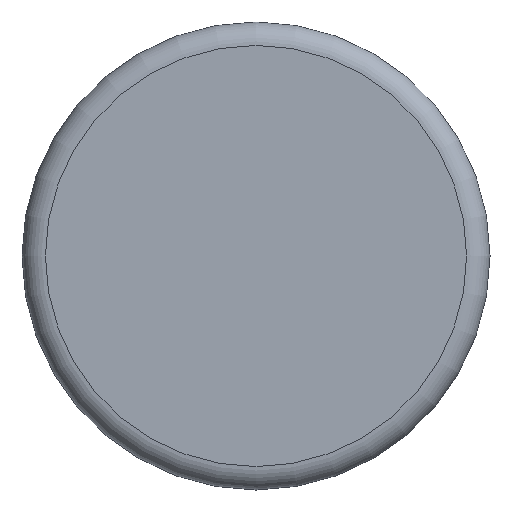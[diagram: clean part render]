
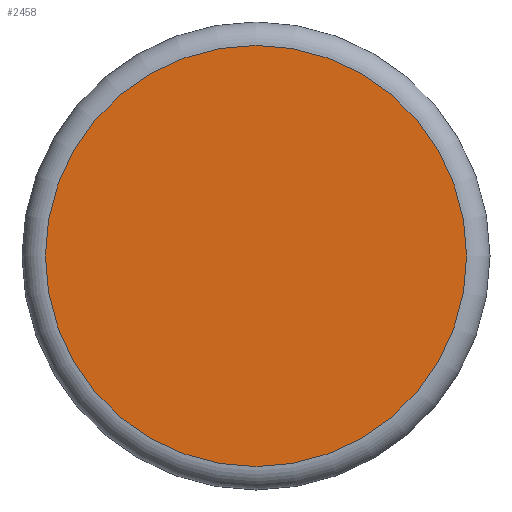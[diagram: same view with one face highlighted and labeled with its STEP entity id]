
A CAD part, front view. The second image highlights one B-rep face of the part: STEP entity #2458.
In plain terms, the highlighted planar face has unit normal (0, -1, 0).
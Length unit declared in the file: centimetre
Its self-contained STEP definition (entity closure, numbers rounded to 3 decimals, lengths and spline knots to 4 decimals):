
#125 = FACE_OUTER_BOUND ( 'NONE', #602, .T. ) ;
#409 = ORIENTED_EDGE ( 'NONE', *, *, #1038, .T. ) ;
#449 = DIRECTION ( 'NONE',  ( 0., -1., 0. ) ) ;
#602 = EDGE_LOOP ( 'NONE', ( #409 ) ) ;
#647 = VERTEX_POINT ( 'NONE', #5220 ) ;
#888 = DIRECTION ( 'NONE',  ( 0., 0., 1. ) ) ;
#1038 = EDGE_CURVE ( 'NONE', #647, #647, #4518, .T. ) ;
#1391 = CARTESIAN_POINT ( 'NONE',  ( 0., 0., 0. ) ) ;
#2458 = ADVANCED_FACE ( 'NONE', ( #125 ), #3466, .F. ) ;
#3308 = DIRECTION ( 'NONE',  ( 0., 0., 1. ) ) ;
#3466 = PLANE ( 'NONE',  #3826 ) ;
#3826 = AXIS2_PLACEMENT_3D ( 'NONE', #5136, #4725, #3308 ) ;
#4518 = CIRCLE ( 'NONE', #4686, 2.286 ) ;
#4686 = AXIS2_PLACEMENT_3D ( 'NONE', #1391, #449, #888 ) ;
#4725 = DIRECTION ( 'NONE',  ( 0., 1., 0. ) ) ;
#5136 = CARTESIAN_POINT ( 'NONE',  ( 0., 0., 0. ) ) ;
#5220 = CARTESIAN_POINT ( 'NONE',  ( 0., 0., 2.286 ) ) ;
